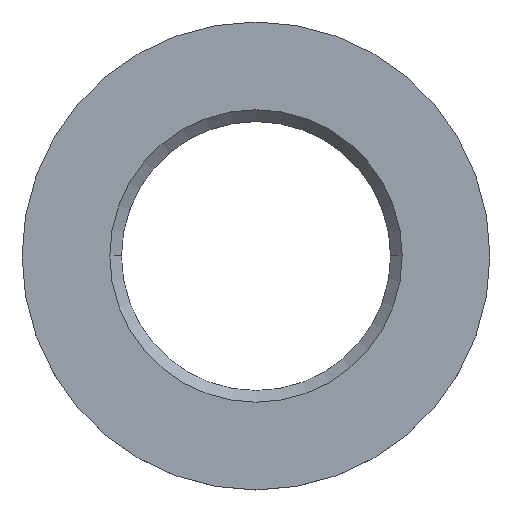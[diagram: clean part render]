
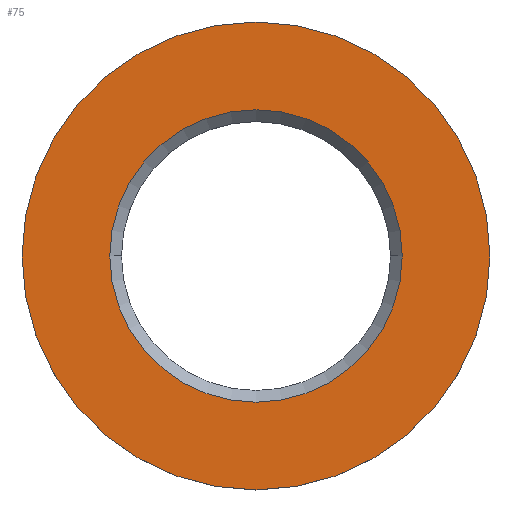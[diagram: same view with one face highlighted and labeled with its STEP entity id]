
A CAD part, top view. The second image highlights one B-rep face of the part: STEP entity #75.
In plain terms, the highlighted planar face has unit normal (0, 0, 1).
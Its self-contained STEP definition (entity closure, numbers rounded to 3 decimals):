
#75=ADVANCED_FACE('',(#174,#175),#176,.T.);
#77=VERTEX_POINT('',#178);
#85=EDGE_CURVE('',#77,#105,#186,.T.);
#105=VERTEX_POINT('',#211);
#107=EDGE_CURVE('',#125,#135,#213,.T.);
#109=EDGE_CURVE('',#105,#77,#215,.T.);
#125=VERTEX_POINT('',#232);
#127=EDGE_CURVE('',#135,#125,#234,.T.);
#135=VERTEX_POINT('',#242);
#174=FACE_OUTER_BOUND('',#295,.T.);
#175=FACE_BOUND('',#296,.T.);
#176=PLANE('',#297);
#178=CARTESIAN_POINT('',(-20.,0.,7.6));
#186=CIRCLE('',#403,20.0);
#211=CARTESIAN_POINT('',(20.,0.0,7.6));
#213=CIRCLE('',#437,12.5);
#215=CIRCLE('',#440,20.0);
#232=CARTESIAN_POINT('',(-12.5,0.,7.6));
#234=CIRCLE('',#464,12.5);
#242=CARTESIAN_POINT('',(12.5,0.0,7.6));
#295=EDGE_LOOP('',(#512,#513));
#296=EDGE_LOOP('',(#514,#515));
#297=AXIS2_PLACEMENT_3D('',#516,#517,#518);
#403=AXIS2_PLACEMENT_3D('',#519,#520,#521);
#437=AXIS2_PLACEMENT_3D('',#562,#563,#564);
#440=AXIS2_PLACEMENT_3D('',#565,#566,#567);
#464=AXIS2_PLACEMENT_3D('',#583,#584,#585);
#512=ORIENTED_EDGE('',*,*,#109,.T.);
#513=ORIENTED_EDGE('',*,*,#85,.T.);
#514=ORIENTED_EDGE('',*,*,#127,.T.);
#515=ORIENTED_EDGE('',*,*,#107,.T.);
#516=CARTESIAN_POINT('',(0.,16.25,7.6));
#517=DIRECTION('',(0.,0.0,1.0));
#518=DIRECTION('',(1.0,0.0,0.));
#519=CARTESIAN_POINT('',(0.,0.0,7.6));
#520=DIRECTION('',(0.,0.0,1.0));
#521=DIRECTION('',(1.0,0.0,0.));
#562=CARTESIAN_POINT('',(0.,0.0,7.6));
#563=DIRECTION('',(0.,0.0,-1.0));
#564=DIRECTION('',(1.0,0.0,0.));
#565=CARTESIAN_POINT('',(0.,0.0,7.6));
#566=DIRECTION('',(0.,0.0,1.0));
#567=DIRECTION('',(1.0,0.0,0.));
#583=CARTESIAN_POINT('',(0.,0.0,7.6));
#584=DIRECTION('',(0.,0.0,-1.0));
#585=DIRECTION('',(1.0,0.0,0.));
